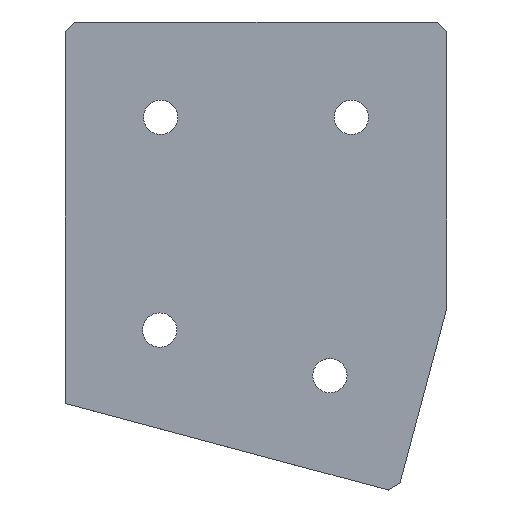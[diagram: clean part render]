
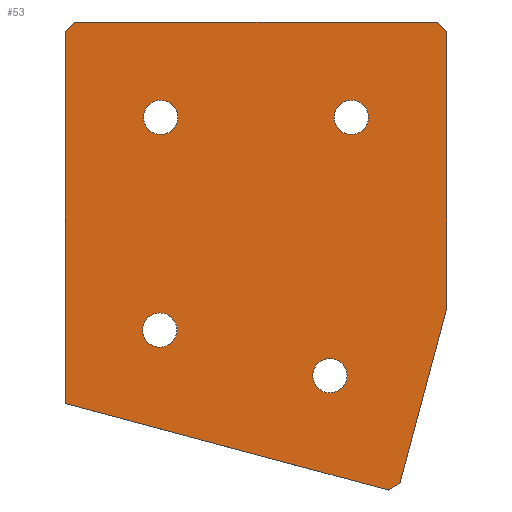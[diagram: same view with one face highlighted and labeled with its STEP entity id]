
A CAD part, top view. The second image highlights one B-rep face of the part: STEP entity #53.
In plain terms, the highlighted planar face has unit normal (0, 0, 1).
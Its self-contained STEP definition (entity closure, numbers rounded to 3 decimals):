
#3 = DIRECTION ( 'NONE',  ( 0., 0., -1. ) ) ;
#9 = CARTESIAN_POINT ( 'NONE',  ( 75., -25., 0. ) ) ;
#12 = DIRECTION ( 'NONE',  ( -0.707, -0.707, 0. ) ) ;
#15 = CARTESIAN_POINT ( 'NONE',  ( 74.283, -128.662, 0. ) ) ;
#16 = CARTESIAN_POINT ( 'NONE',  ( 25., -25., 0. ) ) ;
#18 = CARTESIAN_POINT ( 'NONE',  ( 69.381, -97.209, 0. ) ) ;
#25 = CARTESIAN_POINT ( 'NONE',  ( 97.5, 0., 0. ) ) ;
#27 = AXIS2_PLACEMENT_3D ( 'NONE', #492, #3, #106 ) ;
#29 = ORIENTED_EDGE ( 'NONE', *, *, #514, .T. ) ;
#32 = EDGE_CURVE ( 'NONE', #164, #605, #242, .T. ) ;
#38 = AXIS2_PLACEMENT_3D ( 'NONE', #622, #312, #261 ) ;
#46 = ORIENTED_EDGE ( 'NONE', *, *, #419, .T. ) ;
#47 = AXIS2_PLACEMENT_3D ( 'NONE', #365, #506, #454 ) ;
#53 = ADVANCED_FACE ( 'NONE', ( #522, #224, #424, #283, #82 ), #182, .T. ) ;
#54 = LINE ( 'NONE', #289, #351 ) ;
#55 = EDGE_LOOP ( 'NONE', ( #523, #167, #263, #123, #529, #431, #29, #62 ) ) ;
#62 = ORIENTED_EDGE ( 'NONE', *, *, #213, .F. ) ;
#77 = CIRCLE ( 'NONE', #86, 4.5 ) ;
#82 = FACE_OUTER_BOUND ( 'NONE', #55, .T. ) ;
#84 = LINE ( 'NONE', #384, #433 ) ;
#86 = AXIS2_PLACEMENT_3D ( 'NONE', #122, #110, #307 ) ;
#90 = CARTESIAN_POINT ( 'NONE',  ( 69.381, -88.209, 0. ) ) ;
#91 = VERTEX_POINT ( 'NONE', #376 ) ;
#99 = DIRECTION ( 'NONE',  ( 0., 1., 0. ) ) ;
#106 = DIRECTION ( 'NONE',  ( 0., 1., 0. ) ) ;
#110 = DIRECTION ( 'NONE',  ( 0., 0., -1. ) ) ;
#118 = DIRECTION ( 'NONE',  ( 0., 0., -1. ) ) ;
#122 = CARTESIAN_POINT ( 'NONE',  ( 24.776, -80.757, 0. ) ) ;
#123 = ORIENTED_EDGE ( 'NONE', *, *, #363, .F. ) ;
#126 = CIRCLE ( 'NONE', #483, 4.5 ) ;
#130 = ORIENTED_EDGE ( 'NONE', *, *, #573, .T. ) ;
#134 = DIRECTION ( 'NONE',  ( 0., 0., 1. ) ) ;
#141 = CARTESIAN_POINT ( 'NONE',  ( 0., 0., 0. ) ) ;
#147 = CARTESIAN_POINT ( 'NONE',  ( 84.644, -122.68, 0. ) ) ;
#160 = EDGE_CURVE ( 'NONE', #170, #324, #243, .T. ) ;
#164 = VERTEX_POINT ( 'NONE', #90 ) ;
#167 = ORIENTED_EDGE ( 'NONE', *, *, #552, .T. ) ;
#170 = VERTEX_POINT ( 'NONE', #328 ) ;
#173 = EDGE_LOOP ( 'NONE', ( #397, #386 ) ) ;
#180 = EDGE_CURVE ( 'NONE', #629, #482, #526, .T. ) ;
#182 = PLANE ( 'NONE',  #188 ) ;
#185 = CIRCLE ( 'NONE', #47, 4.5 ) ;
#186 = DIRECTION ( 'NONE',  ( 0., 0., -1. ) ) ;
#188 = AXIS2_PLACEMENT_3D ( 'NONE', #285, #134, #378 ) ;
#190 = VERTEX_POINT ( 'NONE', #385 ) ;
#195 = CARTESIAN_POINT ( 'NONE',  ( 1.25, -1.25, 0. ) ) ;
#199 = VECTOR ( 'NONE', #12, 1000. ) ;
#201 = LINE ( 'NONE', #141, #487 ) ;
#207 = DIRECTION ( 'NONE',  ( 0., 0., -1. ) ) ;
#213 = EDGE_CURVE ( 'NONE', #541, #190, #201, .T. ) ;
#214 = VERTEX_POINT ( 'NONE', #628 ) ;
#220 = DIRECTION ( 'NONE',  ( 0., 0., -1. ) ) ;
#224 = FACE_BOUND ( 'NONE', #304, .T. ) ;
#231 = CARTESIAN_POINT ( 'NONE',  ( 75., -29.5, 0. ) ) ;
#239 = CIRCLE ( 'NONE', #27, 4.5 ) ;
#240 = DIRECTION ( 'NONE',  ( 0., 1., 0. ) ) ;
#242 = CIRCLE ( 'NONE', #415, 4.5 ) ;
#243 = LINE ( 'NONE', #246, #530 ) ;
#246 = CARTESIAN_POINT ( 'NONE',  ( 0., 0., 0. ) ) ;
#259 = DIRECTION ( 'NONE',  ( 0., -1., 0. ) ) ;
#261 = DIRECTION ( 'NONE',  ( 0., 1., 0. ) ) ;
#263 = ORIENTED_EDGE ( 'NONE', *, *, #464, .F. ) ;
#268 = EDGE_CURVE ( 'NONE', #296, #541, #54, .T. ) ;
#274 = DIRECTION ( 'NONE',  ( 0., 1., 0. ) ) ;
#281 = EDGE_CURVE ( 'NONE', #482, #629, #239, .T. ) ;
#283 = FACE_BOUND ( 'NONE', #437, .T. ) ;
#285 = CARTESIAN_POINT ( 'NONE',  ( 0., 0., 0. ) ) ;
#289 = CARTESIAN_POINT ( 'NONE',  ( 0., -100., 0. ) ) ;
#291 = CIRCLE ( 'NONE', #38, 4.5 ) ;
#296 = VERTEX_POINT ( 'NONE', #147 ) ;
#304 = EDGE_LOOP ( 'NONE', ( #493, #130 ) ) ;
#305 = VECTOR ( 'NONE', #444, 1000. ) ;
#307 = DIRECTION ( 'NONE',  ( 0., 1., 0. ) ) ;
#312 = DIRECTION ( 'NONE',  ( 0., 0., -1. ) ) ;
#318 = EDGE_CURVE ( 'NONE', #91, #443, #291, .T. ) ;
#319 = VECTOR ( 'NONE', #560, 1000. ) ;
#324 = VERTEX_POINT ( 'NONE', #25 ) ;
#328 = CARTESIAN_POINT ( 'NONE',  ( 2.5, 0., 0. ) ) ;
#335 = DIRECTION ( 'NONE',  ( -0.259, -0.966, 0. ) ) ;
#339 = EDGE_CURVE ( 'NONE', #214, #582, #185, .T. ) ;
#340 = LINE ( 'NONE', #195, #199 ) ;
#351 = VECTOR ( 'NONE', #584, 1000. ) ;
#353 = CARTESIAN_POINT ( 'NONE',  ( 69.381, -92.709, 0. ) ) ;
#354 = AXIS2_PLACEMENT_3D ( 'NONE', #9, #186, #439 ) ;
#360 = LINE ( 'NONE', #607, #319 ) ;
#363 = EDGE_CURVE ( 'NONE', #545, #548, #563, .T. ) ;
#365 = CARTESIAN_POINT ( 'NONE',  ( 24.776, -80.757, 0. ) ) ;
#366 = EDGE_CURVE ( 'NONE', #443, #91, #549, .T. ) ;
#376 = CARTESIAN_POINT ( 'NONE',  ( 25., -20.5, 0. ) ) ;
#378 = DIRECTION ( 'NONE',  ( 1., 0., 0. ) ) ;
#379 = AXIS2_PLACEMENT_3D ( 'NONE', #16, #220, #604 ) ;
#384 = CARTESIAN_POINT ( 'NONE',  ( 87.059, -123.327, 0. ) ) ;
#385 = CARTESIAN_POINT ( 'NONE',  ( 0., -2.5, 0. ) ) ;
#386 = ORIENTED_EDGE ( 'NONE', *, *, #366, .T. ) ;
#397 = ORIENTED_EDGE ( 'NONE', *, *, #318, .T. ) ;
#400 = CARTESIAN_POINT ( 'NONE',  ( 100., 0., 0. ) ) ;
#401 = CARTESIAN_POINT ( 'NONE',  ( 100., -2.5, 0. ) ) ;
#410 = EDGE_CURVE ( 'NONE', #545, #324, #360, .T. ) ;
#412 = CARTESIAN_POINT ( 'NONE',  ( 75., -20.5, 0. ) ) ;
#415 = AXIS2_PLACEMENT_3D ( 'NONE', #559, #118, #274 ) ;
#419 = EDGE_CURVE ( 'NONE', #582, #214, #77, .T. ) ;
#424 = FACE_BOUND ( 'NONE', #173, .T. ) ;
#431 = ORIENTED_EDGE ( 'NONE', *, *, #160, .F. ) ;
#433 = VECTOR ( 'NONE', #335, 1000. ) ;
#437 = EDGE_LOOP ( 'NONE', ( #466, #623 ) ) ;
#439 = DIRECTION ( 'NONE',  ( 0., 1., 0. ) ) ;
#443 = VERTEX_POINT ( 'NONE', #579 ) ;
#444 = DIRECTION ( 'NONE',  ( 0.866, 0.5, 0. ) ) ;
#446 = EDGE_LOOP ( 'NONE', ( #46, #613 ) ) ;
#453 = CARTESIAN_POINT ( 'NONE',  ( 100., -75.031, 0. ) ) ;
#454 = DIRECTION ( 'NONE',  ( 0., 1., 0. ) ) ;
#464 = EDGE_CURVE ( 'NONE', #548, #603, #84, .T. ) ;
#466 = ORIENTED_EDGE ( 'NONE', *, *, #180, .T. ) ;
#482 = VERTEX_POINT ( 'NONE', #231 ) ;
#483 = AXIS2_PLACEMENT_3D ( 'NONE', #353, #207, #99 ) ;
#487 = VECTOR ( 'NONE', #240, 1000. ) ;
#492 = CARTESIAN_POINT ( 'NONE',  ( 75., -25., 0. ) ) ;
#493 = ORIENTED_EDGE ( 'NONE', *, *, #32, .T. ) ;
#501 = CARTESIAN_POINT ( 'NONE',  ( 0., -100., 0. ) ) ;
#506 = DIRECTION ( 'NONE',  ( 0., 0., -1. ) ) ;
#514 = EDGE_CURVE ( 'NONE', #170, #190, #340, .T. ) ;
#522 = FACE_BOUND ( 'NONE', #446, .T. ) ;
#523 = ORIENTED_EDGE ( 'NONE', *, *, #268, .F. ) ;
#526 = CIRCLE ( 'NONE', #354, 4.5 ) ;
#529 = ORIENTED_EDGE ( 'NONE', *, *, #410, .T. ) ;
#530 = VECTOR ( 'NONE', #539, 1000. ) ;
#537 = VECTOR ( 'NONE', #259, 1000. ) ;
#539 = DIRECTION ( 'NONE',  ( 1., 0., 0. ) ) ;
#541 = VERTEX_POINT ( 'NONE', #501 ) ;
#542 = LINE ( 'NONE', #15, #305 ) ;
#545 = VERTEX_POINT ( 'NONE', #401 ) ;
#548 = VERTEX_POINT ( 'NONE', #453 ) ;
#549 = CIRCLE ( 'NONE', #379, 4.5 ) ;
#552 = EDGE_CURVE ( 'NONE', #296, #603, #542, .T. ) ;
#559 = CARTESIAN_POINT ( 'NONE',  ( 69.381, -92.709, 0. ) ) ;
#560 = DIRECTION ( 'NONE',  ( -0.707, 0.707, 0. ) ) ;
#563 = LINE ( 'NONE', #400, #537 ) ;
#573 = EDGE_CURVE ( 'NONE', #605, #164, #126, .T. ) ;
#579 = CARTESIAN_POINT ( 'NONE',  ( 25., -29.5, 0. ) ) ;
#582 = VERTEX_POINT ( 'NONE', #597 ) ;
#584 = DIRECTION ( 'NONE',  ( -0.966, 0.259, 0. ) ) ;
#597 = CARTESIAN_POINT ( 'NONE',  ( 24.776, -76.257, 0. ) ) ;
#600 = CARTESIAN_POINT ( 'NONE',  ( 87.706, -120.913, 0. ) ) ;
#603 = VERTEX_POINT ( 'NONE', #600 ) ;
#604 = DIRECTION ( 'NONE',  ( 0., 1., 0. ) ) ;
#605 = VERTEX_POINT ( 'NONE', #18 ) ;
#607 = CARTESIAN_POINT ( 'NONE',  ( 48.75, 48.75, 0. ) ) ;
#613 = ORIENTED_EDGE ( 'NONE', *, *, #339, .T. ) ;
#622 = CARTESIAN_POINT ( 'NONE',  ( 25., -25., 0. ) ) ;
#623 = ORIENTED_EDGE ( 'NONE', *, *, #281, .T. ) ;
#628 = CARTESIAN_POINT ( 'NONE',  ( 24.776, -85.257, 0. ) ) ;
#629 = VERTEX_POINT ( 'NONE', #412 ) ;
